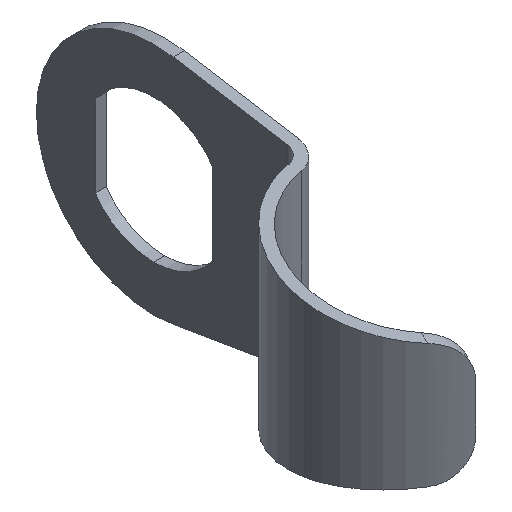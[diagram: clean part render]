
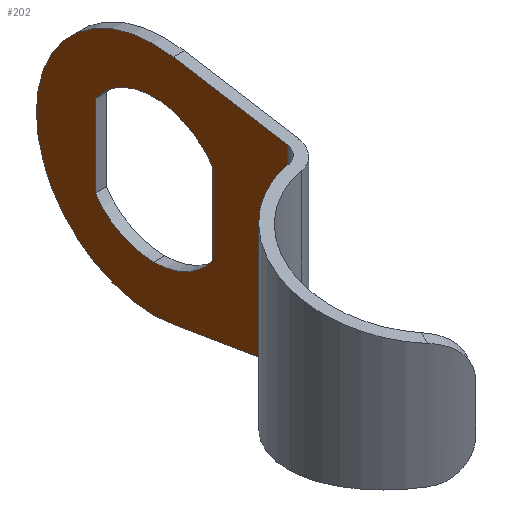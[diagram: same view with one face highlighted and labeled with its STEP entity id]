
A CAD part, isometric view. The second image highlights one B-rep face of the part: STEP entity #202.
In plain terms, the highlighted planar face has unit normal (-1, 0, 0).
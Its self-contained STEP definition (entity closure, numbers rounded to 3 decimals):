
#13 = VERTEX_POINT ( 'NONE', #773 ) ;
#15 = VECTOR ( 'NONE', #314, 1000. ) ;
#19 = DIRECTION ( 'NONE',  ( 0., 0., -1. ) ) ;
#20 = DIRECTION ( 'NONE',  ( 1., 0., 0. ) ) ;
#57 = VERTEX_POINT ( 'NONE', #614 ) ;
#61 = ORIENTED_EDGE ( 'NONE', *, *, #320, .T. ) ;
#84 = CARTESIAN_POINT ( 'NONE',  ( -0.5, 27., -5.573 ) ) ;
#106 = EDGE_CURVE ( 'NONE', #543, #467, #590, .T. ) ;
#118 = CARTESIAN_POINT ( 'NONE',  ( -0.5, 43., 5.573 ) ) ;
#121 = DIRECTION ( 'NONE',  ( 0., 0., 1. ) ) ;
#127 = DIRECTION ( 'NONE',  ( 0., 0., 1. ) ) ;
#128 = CARTESIAN_POINT ( 'NONE',  ( -0.5, 35., 0. ) ) ;
#136 = AXIS2_PLACEMENT_3D ( 'NONE', #696, #206, #465 ) ;
#139 = CARTESIAN_POINT ( 'NONE',  ( -0.5, 17.272, 13.264 ) ) ;
#140 = LINE ( 'NONE', #750, #610 ) ;
#163 = EDGE_CURVE ( 'NONE', #57, #543, #404, .T. ) ;
#173 = VERTEX_POINT ( 'NONE', #192 ) ;
#187 = DIRECTION ( 'NONE',  ( 1., 0., 0. ) ) ;
#192 = CARTESIAN_POINT ( 'NONE',  ( -0.5, 16.815, 13.188 ) ) ;
#202 = ADVANCED_FACE ( 'NONE', ( #220, #385 ), #676, .T. ) ;
#206 = DIRECTION ( 'NONE',  ( -1., 0., 0. ) ) ;
#218 = VECTOR ( 'NONE', #269, 1000. ) ;
#220 = FACE_BOUND ( 'NONE', #698, .T. ) ;
#221 = VERTEX_POINT ( 'NONE', #734 ) ;
#223 = LINE ( 'NONE', #118, #550 ) ;
#243 = EDGE_CURVE ( 'NONE', #467, #255, #710, .T. ) ;
#252 = DIRECTION ( 'NONE',  ( 0., 0., -1. ) ) ;
#255 = VERTEX_POINT ( 'NONE', #329 ) ;
#259 = CARTESIAN_POINT ( 'NONE',  ( -0.5, 32.367, 15.782 ) ) ;
#269 = DIRECTION ( 'NONE',  ( 0., -0.986, 0.165 ) ) ;
#274 = VERTEX_POINT ( 'NONE', #387 ) ;
#303 = CARTESIAN_POINT ( 'NONE',  ( -0.5, 35., 0. ) ) ;
#306 = CARTESIAN_POINT ( 'NONE',  ( -0.5, 16.815, 16. ) ) ;
#308 = CIRCLE ( 'NONE', #136, 16. ) ;
#314 = DIRECTION ( 'NONE',  ( 0., -0.986, -0.165 ) ) ;
#320 = EDGE_CURVE ( 'NONE', #403, #274, #488, .T. ) ;
#329 = CARTESIAN_POINT ( 'NONE',  ( -0.5, 35., -9.75 ) ) ;
#335 = EDGE_LOOP ( 'NONE', ( #704, #640, #410, #657, #61 ) ) ;
#339 = ORIENTED_EDGE ( 'NONE', *, *, #243, .T. ) ;
#343 = LINE ( 'NONE', #139, #15 ) ;
#346 = CARTESIAN_POINT ( 'NONE',  ( -0.5, 27., 5.573 ) ) ;
#358 = AXIS2_PLACEMENT_3D ( 'NONE', #552, #187, #121 ) ;
#360 = CARTESIAN_POINT ( 'NONE',  ( -0.5, 12.078, -12.397 ) ) ;
#361 = CARTESIAN_POINT ( 'NONE',  ( -0.5, 35., 0. ) ) ;
#382 = DIRECTION ( 'NONE',  ( 0., 0., 1. ) ) ;
#385 = FACE_OUTER_BOUND ( 'NONE', #335, .T. ) ;
#387 = CARTESIAN_POINT ( 'NONE',  ( -0.5, 51., 0. ) ) ;
#395 = VERTEX_POINT ( 'NONE', #682 ) ;
#403 = VERTEX_POINT ( 'NONE', #259 ) ;
#404 = CIRCLE ( 'NONE', #358, 9.75 ) ;
#406 = EDGE_CURVE ( 'NONE', #403, #173, #343, .T. ) ;
#410 = ORIENTED_EDGE ( 'NONE', *, *, #459, .F. ) ;
#419 = VECTOR ( 'NONE', #252, 1000. ) ;
#438 = DIRECTION ( 'NONE',  ( -1., 0., 0. ) ) ;
#452 = ORIENTED_EDGE ( 'NONE', *, *, #578, .T. ) ;
#459 = EDGE_CURVE ( 'NONE', #173, #221, #140, .T. ) ;
#465 = DIRECTION ( 'NONE',  ( 0., 0., 1. ) ) ;
#467 = VERTEX_POINT ( 'NONE', #84 ) ;
#480 = ORIENTED_EDGE ( 'NONE', *, *, #163, .T. ) ;
#488 = CIRCLE ( 'NONE', #778, 16. ) ;
#495 = DIRECTION ( 'NONE',  ( -1., 0., 0. ) ) ;
#499 = AXIS2_PLACEMENT_3D ( 'NONE', #128, #20, #514 ) ;
#514 = DIRECTION ( 'NONE',  ( 0., 0., 1. ) ) ;
#531 = AXIS2_PLACEMENT_3D ( 'NONE', #306, #495, #127 ) ;
#543 = VERTEX_POINT ( 'NONE', #346 ) ;
#546 = DIRECTION ( 'NONE',  ( 0., 0., 1. ) ) ;
#550 = VECTOR ( 'NONE', #546, 1000. ) ;
#552 = CARTESIAN_POINT ( 'NONE',  ( -0.5, 35., 0. ) ) ;
#566 = ORIENTED_EDGE ( 'NONE', *, *, #106, .T. ) ;
#571 = EDGE_CURVE ( 'NONE', #255, #395, #714, .T. ) ;
#578 = EDGE_CURVE ( 'NONE', #395, #57, #223, .T. ) ;
#590 = LINE ( 'NONE', #736, #419 ) ;
#602 = AXIS2_PLACEMENT_3D ( 'NONE', #361, #784, #665 ) ;
#610 = VECTOR ( 'NONE', #19, 1000. ) ;
#612 = EDGE_CURVE ( 'NONE', #274, #13, #308, .T. ) ;
#614 = CARTESIAN_POINT ( 'NONE',  ( -0.5, 43., 5.573 ) ) ;
#640 = ORIENTED_EDGE ( 'NONE', *, *, #737, .T. ) ;
#657 = ORIENTED_EDGE ( 'NONE', *, *, #406, .F. ) ;
#665 = DIRECTION ( 'NONE',  ( 0., 0., 1. ) ) ;
#676 = PLANE ( 'NONE',  #531 ) ;
#682 = CARTESIAN_POINT ( 'NONE',  ( -0.5, 43., -5.573 ) ) ;
#695 = LINE ( 'NONE', #360, #218 ) ;
#696 = CARTESIAN_POINT ( 'NONE',  ( -0.5, 35., 0. ) ) ;
#698 = EDGE_LOOP ( 'NONE', ( #480, #566, #339, #708, #452 ) ) ;
#704 = ORIENTED_EDGE ( 'NONE', *, *, #612, .T. ) ;
#708 = ORIENTED_EDGE ( 'NONE', *, *, #571, .T. ) ;
#710 = CIRCLE ( 'NONE', #499, 9.75 ) ;
#714 = CIRCLE ( 'NONE', #602, 9.75 ) ;
#734 = CARTESIAN_POINT ( 'NONE',  ( -0.5, 16.815, -13.188 ) ) ;
#736 = CARTESIAN_POINT ( 'NONE',  ( -0.5, 27., 5.573 ) ) ;
#737 = EDGE_CURVE ( 'NONE', #13, #221, #695, .T. ) ;
#750 = CARTESIAN_POINT ( 'NONE',  ( -0.5, 16.815, 16. ) ) ;
#773 = CARTESIAN_POINT ( 'NONE',  ( -0.5, 32.367, -15.782 ) ) ;
#778 = AXIS2_PLACEMENT_3D ( 'NONE', #303, #438, #382 ) ;
#784 = DIRECTION ( 'NONE',  ( 1., 0., 0. ) ) ;
